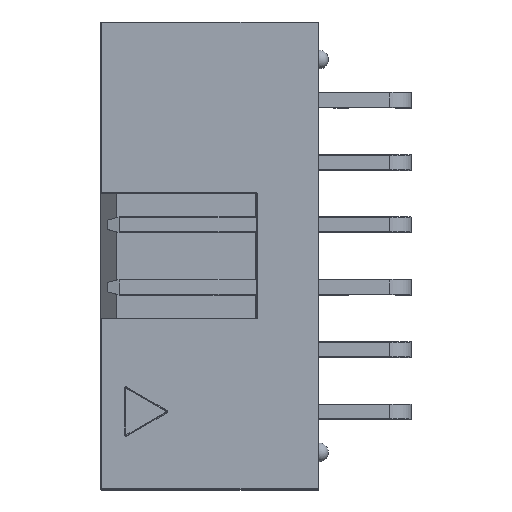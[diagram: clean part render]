
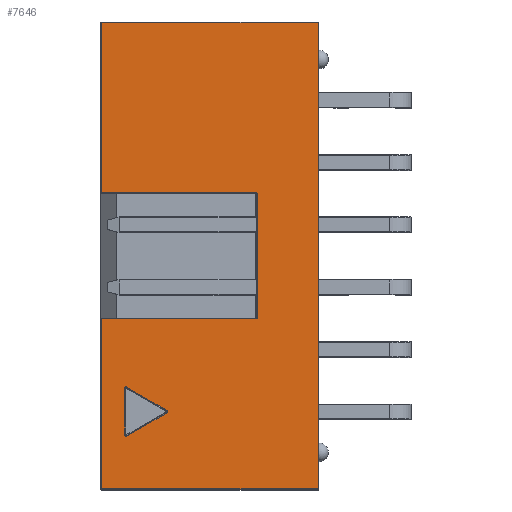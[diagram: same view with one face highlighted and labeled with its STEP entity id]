
A CAD part, top view. The second image highlights one B-rep face of the part: STEP entity #7646.
In plain terms, the highlighted face is planar.
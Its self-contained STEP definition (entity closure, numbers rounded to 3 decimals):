
#79=FACE_BOUND('',#1329,.T.);
#437=PLANE('',#8475);
#855=FACE_OUTER_BOUND('',#1328,.T.);
#1328=EDGE_LOOP('',(#6217,#6218,#6219,#6220,#6221,#6222,#6223,#6224,#6225,
#6226));
#1329=EDGE_LOOP('',(#6227,#6228,#6229,#6230,#6231,#6232));
#1593=CIRCLE('',#8064,0.051);
#1597=CIRCLE('',#8069,0.051);
#1606=CIRCLE('',#8080,0.051);
#1716=CIRCLE('',#8280,0.051);
#1760=CIRCLE('',#8344,0.051);
#1882=LINE('',#11071,#2556);
#1884=LINE('',#11074,#2558);
#1894=LINE('',#11089,#2568);
#1982=LINE('',#12109,#2656);
#1991=LINE('',#12150,#2665);
#1993=LINE('',#12153,#2667);
#1997=LINE('',#12159,#2671);
#2002=LINE('',#12167,#2676);
#2013=LINE('',#12183,#2687);
#2018=LINE('',#12191,#2692);
#2038=LINE('',#12221,#2712);
#2556=VECTOR('',#9042,10.);
#2558=VECTOR('',#9046,10.);
#2568=VECTOR('',#9066,10.);
#2656=VECTOR('',#9728,10.);
#2665=VECTOR('',#9777,10.);
#2667=VECTOR('',#9781,10.);
#2671=VECTOR('',#9789,10.);
#2676=VECTOR('',#9800,10.);
#2687=VECTOR('',#9821,10.);
#2692=VECTOR('',#9832,10.);
#2712=VECTOR('',#9872,10.);
#3310=VERTEX_POINT('',#11037);
#3311=VERTEX_POINT('',#11038);
#3314=VERTEX_POINT('',#11046);
#3315=VERTEX_POINT('',#11047);
#3323=VERTEX_POINT('',#11065);
#3324=VERTEX_POINT('',#11067);
#3465=VERTEX_POINT('',#11858);
#3466=VERTEX_POINT('',#11859);
#3485=VERTEX_POINT('',#11975);
#3511=VERTEX_POINT('',#12048);
#3512=VERTEX_POINT('',#12050);
#3521=VERTEX_POINT('',#12078);
#3530=VERTEX_POINT('',#12102);
#3536=VERTEX_POINT('',#12128);
#3541=VERTEX_POINT('',#12138);
#3544=VERTEX_POINT('',#12145);
#4051=EDGE_CURVE('',#3310,#3311,#1593,.T.);
#4055=EDGE_CURVE('',#3314,#3315,#1597,.T.);
#4064=EDGE_CURVE('',#3323,#3324,#1606,.T.);
#4066=EDGE_CURVE('',#3315,#3323,#1882,.T.);
#4068=EDGE_CURVE('',#3324,#3310,#1884,.T.);
#4078=EDGE_CURVE('',#3311,#3314,#1894,.T.);
#4277=EDGE_CURVE('',#3465,#3466,#1716,.T.);
#4341=EDGE_CURVE('',#3511,#3512,#1760,.T.);
#4369=EDGE_CURVE('',#3530,#3511,#1982,.T.);
#4390=EDGE_CURVE('',#3536,#3544,#1991,.T.);
#4392=EDGE_CURVE('',#3544,#3541,#1993,.T.);
#4396=EDGE_CURVE('',#3541,#3530,#1997,.T.);
#4401=EDGE_CURVE('',#3521,#3536,#2002,.T.);
#4412=EDGE_CURVE('',#3485,#3521,#2013,.T.);
#4417=EDGE_CURVE('',#3512,#3465,#2018,.T.);
#4437=EDGE_CURVE('',#3466,#3485,#2038,.T.);
#6217=ORIENTED_EDGE('',*,*,#4390,.F.);
#6218=ORIENTED_EDGE('',*,*,#4401,.F.);
#6219=ORIENTED_EDGE('',*,*,#4412,.F.);
#6220=ORIENTED_EDGE('',*,*,#4437,.F.);
#6221=ORIENTED_EDGE('',*,*,#4277,.F.);
#6222=ORIENTED_EDGE('',*,*,#4417,.F.);
#6223=ORIENTED_EDGE('',*,*,#4341,.F.);
#6224=ORIENTED_EDGE('',*,*,#4369,.F.);
#6225=ORIENTED_EDGE('',*,*,#4396,.F.);
#6226=ORIENTED_EDGE('',*,*,#4392,.F.);
#6227=ORIENTED_EDGE('',*,*,#4064,.F.);
#6228=ORIENTED_EDGE('',*,*,#4066,.F.);
#6229=ORIENTED_EDGE('',*,*,#4055,.F.);
#6230=ORIENTED_EDGE('',*,*,#4078,.F.);
#6231=ORIENTED_EDGE('',*,*,#4051,.F.);
#6232=ORIENTED_EDGE('',*,*,#4068,.F.);
#7646=ADVANCED_FACE('',(#855,#79),#437,.T.);
#8064=AXIS2_PLACEMENT_3D('',#11039,#9004,#9005);
#8069=AXIS2_PLACEMENT_3D('',#11048,#9014,#9015);
#8080=AXIS2_PLACEMENT_3D('',#11068,#9036,#9037);
#8280=AXIS2_PLACEMENT_3D('',#11860,#9512,#9513);
#8344=AXIS2_PLACEMENT_3D('',#12051,#9658,#9659);
#8475=AXIS2_PLACEMENT_3D('',#12439,#10095,#10096);
#9004=DIRECTION('center_axis',(0.,1.,0.));
#9005=DIRECTION('ref_axis',(-0.866,0.,0.5));
#9014=DIRECTION('center_axis',(0.,1.,0.));
#9015=DIRECTION('ref_axis',(0.866,0.,0.5));
#9036=DIRECTION('center_axis',(0.,1.,0.));
#9037=DIRECTION('ref_axis',(0.,0.,-1.));
#9042=DIRECTION('',(-0.5,0.,-0.866));
#9046=DIRECTION('',(-0.5,0.,0.866));
#9066=DIRECTION('',(1.,0.,0.));
#9512=DIRECTION('center_axis',(0.,1.,0.));
#9513=DIRECTION('ref_axis',(-0.707,0.,-0.707));
#9658=DIRECTION('center_axis',(0.,1.,0.));
#9659=DIRECTION('ref_axis',(0.707,0.,-0.707));
#9728=DIRECTION('',(0.,0.,-1.));
#9777=DIRECTION('',(1.,0.,0.));
#9781=DIRECTION('',(0.,0.,1.));
#9789=DIRECTION('',(-1.,0.,0.));
#9800=DIRECTION('',(0.,0.,-1.));
#9821=DIRECTION('',(-1.,0.,0.));
#9832=DIRECTION('',(-1.,0.,0.));
#9872=DIRECTION('',(0.,0.,1.));
#10095=DIRECTION('center_axis',(0.,1.,0.));
#10096=DIRECTION('ref_axis',(-1.,0.,0.));
#11037=CARTESIAN_POINT('',(5.35,4.445,7.839));
#11038=CARTESIAN_POINT('',(5.394,4.445,7.915));
#11039=CARTESIAN_POINT('Origin',(5.394,4.445,7.865));
#11046=CARTESIAN_POINT('',(7.306,4.445,7.915));
#11047=CARTESIAN_POINT('',(7.35,4.445,7.839));
#11048=CARTESIAN_POINT('Origin',(7.306,4.445,7.865));
#11065=CARTESIAN_POINT('',(6.394,4.445,6.183));
#11067=CARTESIAN_POINT('',(6.306,4.445,6.183));
#11068=CARTESIAN_POINT('Origin',(6.35,4.445,6.209));
#11071=CARTESIAN_POINT('',(5.936,4.445,5.389));
#11074=CARTESIAN_POINT('',(8.058,4.445,3.149));
#11089=CARTESIAN_POINT('',(7.438,4.445,7.915));
#11858=CARTESIAN_POINT('',(-2.515,4.445,2.515));
#11859=CARTESIAN_POINT('',(-2.565,4.445,2.565));
#11860=CARTESIAN_POINT('Origin',(-2.515,4.445,2.565));
#11975=CARTESIAN_POINT('',(-2.565,4.445,8.865));
#12048=CARTESIAN_POINT('',(2.565,4.445,2.565));
#12050=CARTESIAN_POINT('',(2.515,4.445,2.515));
#12051=CARTESIAN_POINT('Origin',(2.515,4.445,2.565));
#12078=CARTESIAN_POINT('',(-9.5,4.445,8.865));
#12102=CARTESIAN_POINT('',(2.565,4.445,8.865));
#12109=CARTESIAN_POINT('',(2.565,4.445,1.27));
#12128=CARTESIAN_POINT('',(-9.5,4.445,0.025));
#12138=CARTESIAN_POINT('',(9.5,4.445,8.865));
#12145=CARTESIAN_POINT('',(9.5,4.445,0.025));
#12150=CARTESIAN_POINT('',(4.763,4.445,0.025));
#12153=CARTESIAN_POINT('',(9.5,4.445,0.));
#12159=CARTESIAN_POINT('',(4.763,4.445,8.865));
#12167=CARTESIAN_POINT('',(-9.5,4.445,0.));
#12183=CARTESIAN_POINT('',(4.763,4.445,8.865));
#12191=CARTESIAN_POINT('',(4.763,4.445,2.515));
#12221=CARTESIAN_POINT('',(-2.565,4.445,4.445));
#12439=CARTESIAN_POINT('Origin',(9.525,4.445,0.));
